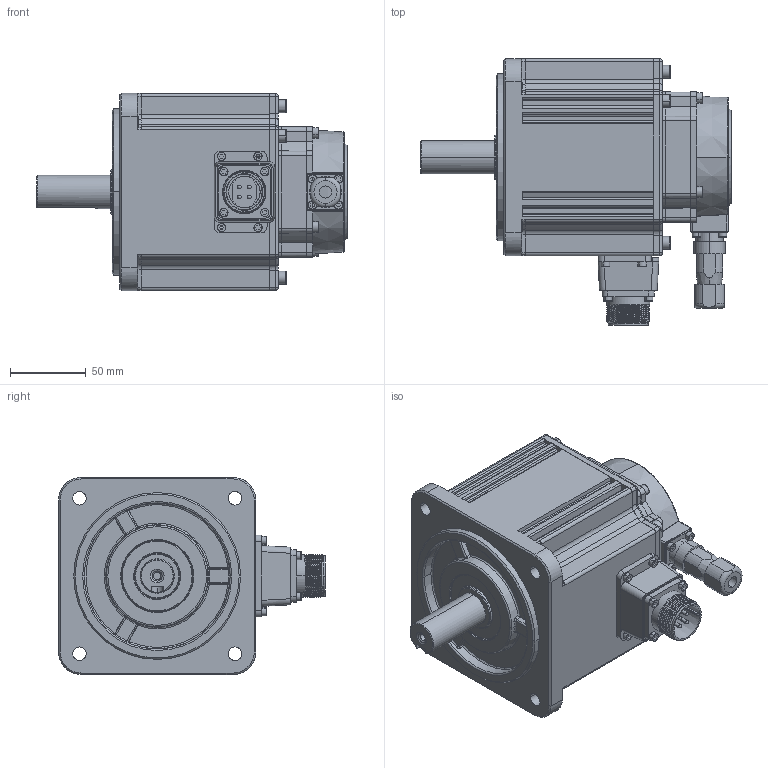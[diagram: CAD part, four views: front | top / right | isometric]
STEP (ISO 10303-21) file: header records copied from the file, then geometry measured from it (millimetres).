
FILE_DESCRIPTION (( 'STEP AP203' ), '1' );
FILE_NAME ('MS6G-130TL20B2-41P5.STEP', '2022-11-15T07:31:44', ( '' ), ( '' ), 'SwSTEP 2.0', 'SolidWorks 2016', '' );
FILE_SCHEMA (( 'CONFIG_CONTROL_DESIGN' ));
Length unit declared in the file: millimetre
Products named in the file (1): MS6G-130TL20B2-41P5
Bounding box: 205 x 175.9 x 130 mm (x, y, z)
Surface area: 140182 mm2 (no closed solid volume)
Topology: 0 solids, 34 shells, 849 faces, 2449 edges, 1624 vertices
Faces by surface type: plane 342, cylinder 295, torus 94, cone 61, bspline 57
Entity records: 40749 total; most frequent: CARTESIAN_POINT 18914, DIRECTION 4509, ORIENTED_EDGE 4376, EDGE_CURVE 2432, AXIS2_PLACEMENT_3D 1637, VERTEX_POINT 1624, LINE 1235, VECTOR 1235
